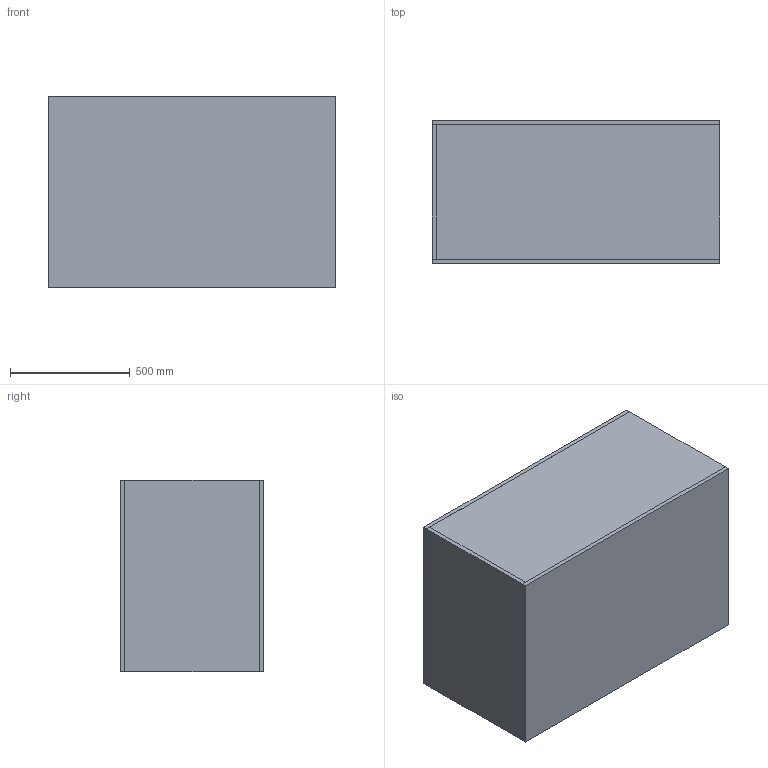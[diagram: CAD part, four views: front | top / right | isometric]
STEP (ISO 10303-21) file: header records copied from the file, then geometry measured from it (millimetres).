
FILE_DESCRIPTION(/* description */ (''),/* implementation_level */ '2;1');
FILE_NAME(/* name */ 'Type R 1x21 v3.step',/* time_stamp */ '2021-01-10T20:16:37+10:00',/* author */ (''),/* organization */ (''),/* preprocessor_version */ 'ST-DEVELOPER v18.1',/* originating_system */ 'Autodesk Translation Framework v9.7.1.1290',/* authorisation */ '');
FILE_SCHEMA (('AUTOMOTIVE_DESIGN { 1 0 10303 214 3 1 1 }'));
Length unit declared in the file: millimetre
Products named in the file (11): Type R 1x21; Side Panel; Back Panel; Top/Bottom Panel; Baffle; Path A; Path B; Front Panel; Brace A; Brace B; 45 Deg Brace
Assembly tree (17 placements, depth 2):
  Type R 1x21
    Side Panel  x2
    Back Panel
    Top/Bottom Panel  x2
    Baffle
    Path A
    Path B
    Front Panel
    Brace A  x2
    Brace B  x2
    45 Deg Brace  x4
Bounding box: 1200 x 600 x 800 mm (x, y, z)
Volume: 101658782 mm3; surface area: 12069784.7 mm2
Topology: 17 solids, 17 shells, 103 faces, 207 edges, 138 vertices
Faces by surface type: plane 102, cylinder 1
Full cylindrical faces by diameter (mm): 498 x1
Entity records: 1967 total; most frequent: DIRECTION 303, CARTESIAN_POINT 294, ORIENTED_EDGE 246, EDGE_CURVE 123, LINE 121, VECTOR 121, AXIS2_PLACEMENT_3D 91, VERTEX_POINT 82
